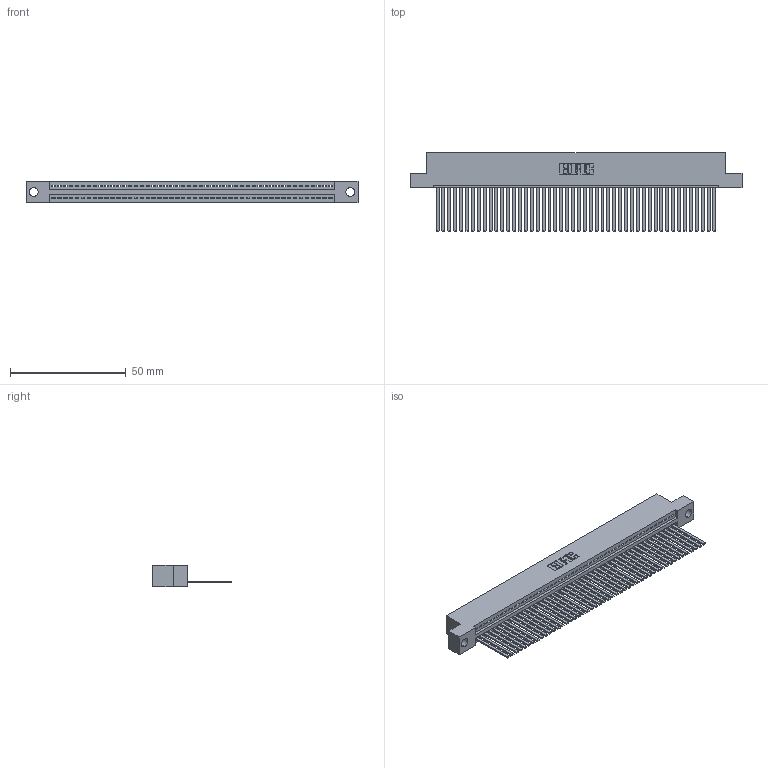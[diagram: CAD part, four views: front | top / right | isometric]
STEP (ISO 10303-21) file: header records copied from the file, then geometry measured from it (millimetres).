
FILE_DESCRIPTION (( 'STEP AP203' ), '1' );
FILE_NAME ('395-048-544-104.STEP', '2018-11-19T21:26:17', ( '' ), ( '' ), 'SwSTEP 2.0', 'SolidWorks 2016', '' );
FILE_SCHEMA (( 'CONFIG_CONTROL_DESIGN' ));
Length unit declared in the file: inch
Products named in the file (3): 345 Part_Flush Mounting Lugs - 0.156 Dia-TH; 345-292-001_345-293-144; 395-048-544-104
Assembly tree (49 placements, depth 2):
  395-048-544-104
    345 Part_Flush Mounting Lugs - 0.156 Dia-TH
    345-292-001_345-293-144  x48
Bounding box: 143.13 x 33.96 x 9.4 mm (x, y, z)
Volume: 14111.7 mm3; surface area: 20312.4 mm2
Topology: 49 solids, 49 shells, 2622 faces, 7925 edges, 5218 vertices
Faces by surface type: plane 1808, cylinder 814
Entity records: 35137 total; most frequent: CARTESIAN_POINT 6092, ORIENTED_EDGE 6074, DIRECTION 5309, EDGE_CURVE 3037, VECTOR 2717, LINE 2717, VERTEX_POINT 2022, AXIS2_PLACEMENT_3D 1296
